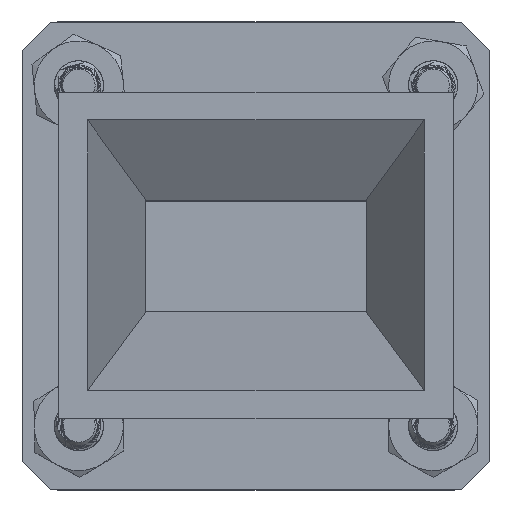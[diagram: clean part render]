
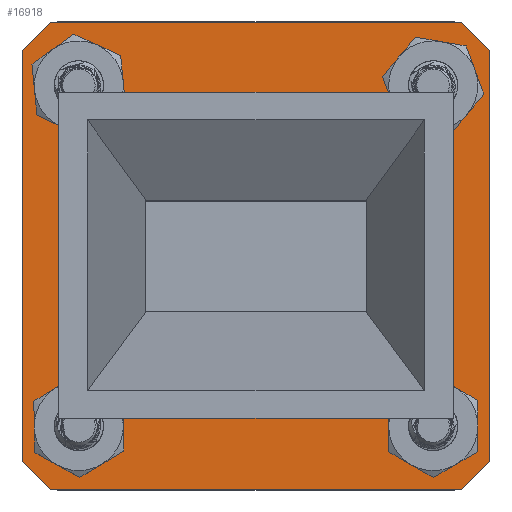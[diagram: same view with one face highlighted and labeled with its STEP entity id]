
A CAD part, top view. The second image highlights one B-rep face of the part: STEP entity #16918.
In plain terms, the highlighted planar face has unit normal (0, 0, 1).
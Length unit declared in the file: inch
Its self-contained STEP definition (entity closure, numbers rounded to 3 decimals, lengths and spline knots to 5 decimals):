
#137 = VECTOR ( 'NONE', #21426, 39.37008 ) ;
#309 = ORIENTED_EDGE ( 'NONE', *, *, #20804, .F. ) ;
#315 = EDGE_CURVE ( 'NONE', #3712, #1167, #22421, .T. ) ;
#426 = EDGE_LOOP ( 'NONE', ( #25322 ) ) ;
#444 = DIRECTION ( 'NONE',  ( -0.707, -0.707, 0. ) ) ;
#515 = AXIS2_PLACEMENT_3D ( 'NONE', #625, #18569, #9910 ) ;
#521 = VERTEX_POINT ( 'NONE', #17562 ) ;
#593 = ORIENTED_EDGE ( 'NONE', *, *, #3410, .T. ) ;
#625 = CARTESIAN_POINT ( 'NONE',  ( 0.47795, -0.49724, 1.74409 ) ) ;
#663 = LINE ( 'NONE', #9024, #16729 ) ;
#771 = CARTESIAN_POINT ( 'NONE',  ( -0.6555, -0.5768, 1.74409 ) ) ;
#803 = CARTESIAN_POINT ( 'NONE',  ( -0.25393, -0.00002, 1.74409 ) ) ;
#1052 = DIRECTION ( 'NONE',  ( -1., 0., 0. ) ) ;
#1167 = VERTEX_POINT ( 'NONE', #8450 ) ;
#1267 = CARTESIAN_POINT ( 'NONE',  ( -0.47795, 0.49724, 1.74409 ) ) ;
#1268 = VECTOR ( 'NONE', #444, 39.37008 ) ;
#1867 = DIRECTION ( 'NONE',  ( 0., -1., 0. ) ) ;
#2094 = EDGE_LOOP ( 'NONE', ( #10703 ) ) ;
#2127 = DIRECTION ( 'NONE',  ( -0.707, 0.707, 0. ) ) ;
#2765 = CARTESIAN_POINT ( 'NONE',  ( 0.57678, -0.65554, 1.74409 ) ) ;
#2921 = DIRECTION ( 'NONE',  ( 1., 0., 0. ) ) ;
#3128 = CARTESIAN_POINT ( 'NONE',  ( -0.61612, 0.61612, 1.74409 ) ) ;
#3410 = EDGE_CURVE ( 'NONE', #17951, #3712, #6654, .T. ) ;
#3471 = VERTEX_POINT ( 'NONE', #10397 ) ;
#3712 = VERTEX_POINT ( 'NONE', #22947 ) ;
#3812 = DIRECTION ( 'NONE',  ( 0.707, 0.707, 0. ) ) ;
#3841 = VERTEX_POINT ( 'NONE', #7329 ) ;
#4104 = DIRECTION ( 'NONE',  ( 0., 0., 1. ) ) ;
#4115 = CARTESIAN_POINT ( 'NONE',  ( -0.61615, -0.61615, 1.74409 ) ) ;
#4177 = CARTESIAN_POINT ( 'NONE',  ( -0.40512, -0.49724, 1.74409 ) ) ;
#4280 = VECTOR ( 'NONE', #2127, 39.37008 ) ;
#4385 = FACE_BOUND ( 'NONE', #5503, .T. ) ;
#4464 = VERTEX_POINT ( 'NONE', #17220 ) ;
#4469 = VERTEX_POINT ( 'NONE', #17509 ) ;
#4644 = EDGE_CURVE ( 'NONE', #24964, #521, #7143, .T. ) ;
#5115 = VECTOR ( 'NONE', #19440, 39.37008 ) ;
#5120 = CARTESIAN_POINT ( 'NONE',  ( 0.25393, 0.40943, 1.74409 ) ) ;
#5326 = VECTOR ( 'NONE', #19811, 39.37008 ) ;
#5503 = EDGE_LOOP ( 'NONE', ( #18059 ) ) ;
#5529 = ORIENTED_EDGE ( 'NONE', *, *, #18948, .T. ) ;
#6307 = EDGE_LOOP ( 'NONE', ( #309, #7939, #21005, #11937 ) ) ;
#6552 = AXIS2_PLACEMENT_3D ( 'NONE', #14579, #4104, #22956 ) ;
#6654 = LINE ( 'NONE', #19579, #5115 ) ;
#7119 = CARTESIAN_POINT ( 'NONE',  ( 0.47795, 0.49724, 1.74409 ) ) ;
#7143 = LINE ( 'NONE', #26997, #21414 ) ;
#7294 = ORIENTED_EDGE ( 'NONE', *, *, #16817, .T. ) ;
#7329 = CARTESIAN_POINT ( 'NONE',  ( -0.25393, -0.40943, 1.74409 ) ) ;
#7695 = EDGE_CURVE ( 'NONE', #21346, #21346, #12222, .T. ) ;
#7782 = DIRECTION ( 'NONE',  ( 1., 0., 0. ) ) ;
#7939 = ORIENTED_EDGE ( 'NONE', *, *, #4644, .F. ) ;
#8217 = CARTESIAN_POINT ( 'NONE',  ( 0.61614, 0.61614, 1.74409 ) ) ;
#8437 = EDGE_LOOP ( 'NONE', ( #593, #21531, #5529, #18600, #19305, #7294, #22197, #27251 ) ) ;
#8450 = CARTESIAN_POINT ( 'NONE',  ( -0.6555, 0.57675, 1.74409 ) ) ;
#8486 = PLANE ( 'NONE',  #8558 ) ;
#8558 = AXIS2_PLACEMENT_3D ( 'NONE', #21267, #25792, #25930 ) ;
#8629 = EDGE_CURVE ( 'NONE', #3471, #3471, #18156, .T. ) ;
#8852 = VECTOR ( 'NONE', #2921, 39.37008 ) ;
#9024 = CARTESIAN_POINT ( 'NONE',  ( 0.65552, -0.65554, 1.74409 ) ) ;
#9494 = EDGE_CURVE ( 'NONE', #3841, #4469, #16973, .T. ) ;
#9565 = LINE ( 'NONE', #22223, #8852 ) ;
#9677 = EDGE_CURVE ( 'NONE', #4469, #24964, #11417, .T. ) ;
#9904 = VECTOR ( 'NONE', #3812, 39.37008 ) ;
#9910 = DIRECTION ( 'NONE',  ( 1., 0., 0. ) ) ;
#9966 = VERTEX_POINT ( 'NONE', #27538 ) ;
#10054 = VERTEX_POINT ( 'NONE', #25839 ) ;
#10397 = CARTESIAN_POINT ( 'NONE',  ( 0.55079, -0.49724, 1.74409 ) ) ;
#10464 = FACE_BOUND ( 'NONE', #2094, .T. ) ;
#10586 = DIRECTION ( 'NONE',  ( 1., 0., 0. ) ) ;
#10644 = LINE ( 'NONE', #21447, #14047 ) ;
#10649 = VERTEX_POINT ( 'NONE', #2765 ) ;
#10703 = ORIENTED_EDGE ( 'NONE', *, *, #7695, .F. ) ;
#11417 = LINE ( 'NONE', #17398, #15912 ) ;
#11937 = ORIENTED_EDGE ( 'NONE', *, *, #9494, .F. ) ;
#12222 = CIRCLE ( 'NONE', #26293, 0.07283 ) ;
#12244 = VECTOR ( 'NONE', #10586, 39.37008 ) ;
#13145 = DIRECTION ( 'NONE',  ( 0., 1., 0. ) ) ;
#13347 = CIRCLE ( 'NONE', #6552, 0.07283 ) ;
#14047 = VECTOR ( 'NONE', #1867, 39.37008 ) ;
#14127 = EDGE_LOOP ( 'NONE', ( #18332 ) ) ;
#14243 = CARTESIAN_POINT ( 'NONE',  ( 0.55079, 0.49724, 1.74409 ) ) ;
#14579 = CARTESIAN_POINT ( 'NONE',  ( -0.47795, -0.49724, 1.74409 ) ) ;
#15298 = FACE_OUTER_BOUND ( 'NONE', #8437, .T. ) ;
#15784 = DIRECTION ( 'NONE',  ( 0., 0., 1. ) ) ;
#15912 = VECTOR ( 'NONE', #13145, 39.37008 ) ;
#16298 = CARTESIAN_POINT ( 'NONE',  ( 0.61616, -0.61616, 1.74409 ) ) ;
#16435 = DIRECTION ( 'NONE',  ( 0., 0., 1. ) ) ;
#16513 = CIRCLE ( 'NONE', #19245, 0.07283 ) ;
#16708 = LINE ( 'NONE', #16298, #9904 ) ;
#16729 = VECTOR ( 'NONE', #24341, 39.37008 ) ;
#16817 = EDGE_CURVE ( 'NONE', #10649, #26783, #16708, .T. ) ;
#16918 = ADVANCED_FACE ( 'NONE', ( #17139, #26072, #4385, #10464, #15298, #18987 ), #8486, .T. ) ;
#16973 = LINE ( 'NONE', #27895, #12244 ) ;
#17139 = FACE_BOUND ( 'NONE', #14127, .T. ) ;
#17220 = CARTESIAN_POINT ( 'NONE',  ( -0.40512, 0.49724, 1.74409 ) ) ;
#17398 = CARTESIAN_POINT ( 'NONE',  ( 0.25393, -0.00002, 1.74409 ) ) ;
#17509 = CARTESIAN_POINT ( 'NONE',  ( 0.25393, -0.40943, 1.74409 ) ) ;
#17562 = CARTESIAN_POINT ( 'NONE',  ( -0.25393, 0.40943, 1.74409 ) ) ;
#17951 = VERTEX_POINT ( 'NONE', #19984 ) ;
#18059 = ORIENTED_EDGE ( 'NONE', *, *, #24814, .F. ) ;
#18156 = CIRCLE ( 'NONE', #515, 0.07283 ) ;
#18301 = EDGE_CURVE ( 'NONE', #26783, #10054, #663, .T. ) ;
#18332 = ORIENTED_EDGE ( 'NONE', *, *, #8629, .F. ) ;
#18569 = DIRECTION ( 'NONE',  ( 0., 0., 1. ) ) ;
#18600 = ORIENTED_EDGE ( 'NONE', *, *, #21333, .T. ) ;
#18948 = EDGE_CURVE ( 'NONE', #1167, #22840, #10644, .T. ) ;
#18987 = FACE_BOUND ( 'NONE', #6307, .T. ) ;
#19245 = AXIS2_PLACEMENT_3D ( 'NONE', #1267, #16435, #7782 ) ;
#19305 = ORIENTED_EDGE ( 'NONE', *, *, #26054, .T. ) ;
#19440 = DIRECTION ( 'NONE',  ( -1., 0., 0. ) ) ;
#19579 = CARTESIAN_POINT ( 'NONE',  ( 0.65552, 0.65549, 1.74409 ) ) ;
#19811 = DIRECTION ( 'NONE',  ( 0., -1., 0. ) ) ;
#19984 = CARTESIAN_POINT ( 'NONE',  ( 0.57678, 0.65549, 1.74409 ) ) ;
#20804 = EDGE_CURVE ( 'NONE', #521, #3841, #22370, .T. ) ;
#21005 = ORIENTED_EDGE ( 'NONE', *, *, #9677, .F. ) ;
#21267 = CARTESIAN_POINT ( 'NONE',  ( 0., 0., 1.74409 ) ) ;
#21333 = EDGE_CURVE ( 'NONE', #22840, #9966, #23542, .T. ) ;
#21346 = VERTEX_POINT ( 'NONE', #14243 ) ;
#21414 = VECTOR ( 'NONE', #1052, 39.37008 ) ;
#21426 = DIRECTION ( 'NONE',  ( 0.707, -0.707, 0. ) ) ;
#21447 = CARTESIAN_POINT ( 'NONE',  ( -0.6555, 0.65549, 1.74409 ) ) ;
#21531 = ORIENTED_EDGE ( 'NONE', *, *, #315, .T. ) ;
#21903 = DIRECTION ( 'NONE',  ( 1., 0., 0. ) ) ;
#22197 = ORIENTED_EDGE ( 'NONE', *, *, #18301, .T. ) ;
#22223 = CARTESIAN_POINT ( 'NONE',  ( -0.6555, -0.65554, 1.74409 ) ) ;
#22370 = LINE ( 'NONE', #803, #5326 ) ;
#22421 = LINE ( 'NONE', #3128, #1268 ) ;
#22840 = VERTEX_POINT ( 'NONE', #771 ) ;
#22947 = CARTESIAN_POINT ( 'NONE',  ( -0.57676, 0.65549, 1.74409 ) ) ;
#22956 = DIRECTION ( 'NONE',  ( 1., 0., 0. ) ) ;
#23542 = LINE ( 'NONE', #4115, #137 ) ;
#24341 = DIRECTION ( 'NONE',  ( 0., 1., 0. ) ) ;
#24710 = EDGE_CURVE ( 'NONE', #10054, #17951, #25373, .T. ) ;
#24814 = EDGE_CURVE ( 'NONE', #4464, #4464, #16513, .T. ) ;
#24964 = VERTEX_POINT ( 'NONE', #5120 ) ;
#25084 = EDGE_CURVE ( 'NONE', #25866, #25866, #13347, .T. ) ;
#25322 = ORIENTED_EDGE ( 'NONE', *, *, #25084, .F. ) ;
#25373 = LINE ( 'NONE', #8217, #4280 ) ;
#25792 = DIRECTION ( 'NONE',  ( 0., 0., 1. ) ) ;
#25839 = CARTESIAN_POINT ( 'NONE',  ( 0.65552, 0.57675, 1.74409 ) ) ;
#25866 = VERTEX_POINT ( 'NONE', #4177 ) ;
#25930 = DIRECTION ( 'NONE',  ( 1., 0., 0. ) ) ;
#26054 = EDGE_CURVE ( 'NONE', #9966, #10649, #9565, .T. ) ;
#26072 = FACE_BOUND ( 'NONE', #426, .T. ) ;
#26293 = AXIS2_PLACEMENT_3D ( 'NONE', #7119, #15784, #21903 ) ;
#26556 = CARTESIAN_POINT ( 'NONE',  ( 0.65552, -0.5768, 1.74409 ) ) ;
#26783 = VERTEX_POINT ( 'NONE', #26556 ) ;
#26997 = CARTESIAN_POINT ( 'NONE',  ( 0.00001, 0.40943, 1.74409 ) ) ;
#27251 = ORIENTED_EDGE ( 'NONE', *, *, #24710, .T. ) ;
#27538 = CARTESIAN_POINT ( 'NONE',  ( -0.57676, -0.65554, 1.74409 ) ) ;
#27895 = CARTESIAN_POINT ( 'NONE',  ( 0.00001, -0.40943, 1.74409 ) ) ;
